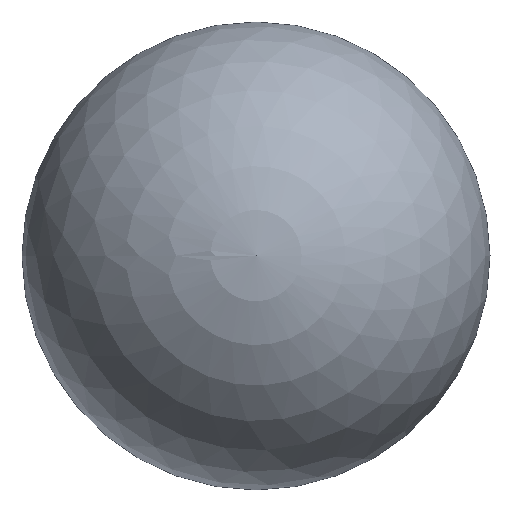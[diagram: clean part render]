
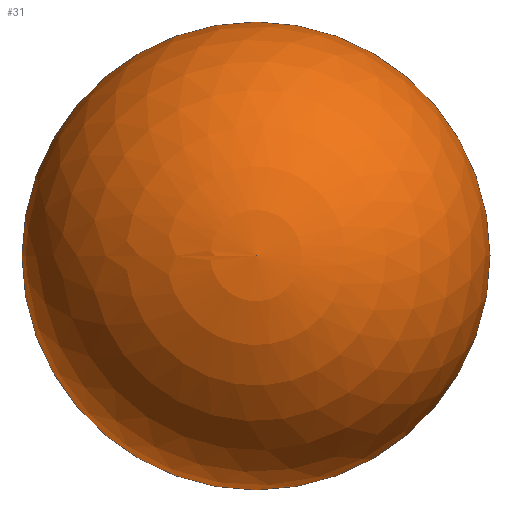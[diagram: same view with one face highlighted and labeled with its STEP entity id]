
A CAD part, top view. The second image highlights one B-rep face of the part: STEP entity #31.
In plain terms, the highlighted spherical face has radius 30 mm.
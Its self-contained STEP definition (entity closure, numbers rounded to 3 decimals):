
#16=FACE_OUTER_BOUND('',#18,.T.);
#18=EDGE_LOOP('',(#26,#27,#28));
#20=CIRCLE('',#48,30.);
#21=CIRCLE('',#49,30.);
#22=VERTEX_POINT('',#63);
#23=VERTEX_POINT('',#65);
#24=EDGE_CURVE('',#22,#22,#20,.T.);
#25=EDGE_CURVE('',#23,#22,#21,.T.);
#26=ORIENTED_EDGE('',*,*,#24,.F.);
#27=ORIENTED_EDGE('',*,*,#25,.F.);
#28=ORIENTED_EDGE('',*,*,#25,.T.);
#30=SPHERICAL_SURFACE('',#47,30.);
#31=ADVANCED_FACE('',(#16),#30,.T.);
#47=AXIS2_PLACEMENT_3D('',#62,#53,#54);
#48=AXIS2_PLACEMENT_3D('',#64,#55,#56);
#49=AXIS2_PLACEMENT_3D('',#66,#57,#58);
#53=DIRECTION('center_axis',(0.,0.,1.));
#54=DIRECTION('ref_axis',(1.,0.,0.));
#55=DIRECTION('center_axis',(0.,0.,-1.));
#56=DIRECTION('ref_axis',(0.,1.,0.));
#57=DIRECTION('center_axis',(0.,-1.,0.));
#58=DIRECTION('ref_axis',(-1.,0.,0.));
#62=CARTESIAN_POINT('Origin',(270.,0.,0.));
#63=CARTESIAN_POINT('',(240.,0.,0.));
#64=CARTESIAN_POINT('Origin',(270.,0.,0.));
#65=CARTESIAN_POINT('',(270.,0.,30.));
#66=CARTESIAN_POINT('Origin',(270.,0.,0.));
